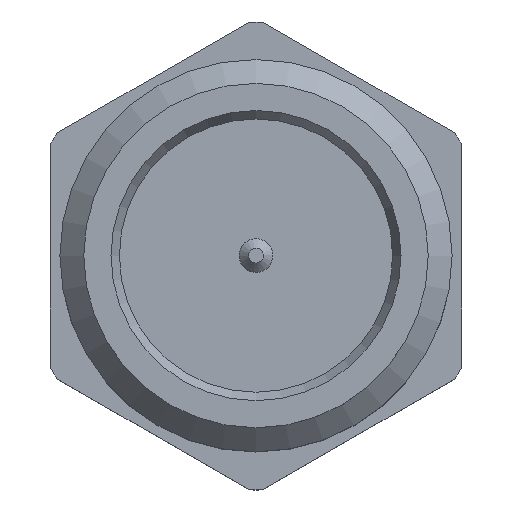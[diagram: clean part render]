
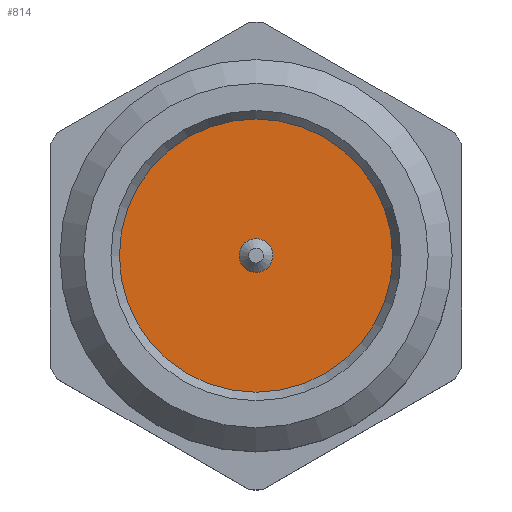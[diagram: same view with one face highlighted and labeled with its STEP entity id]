
A CAD part, top view. The second image highlights one B-rep face of the part: STEP entity #814.
In plain terms, the highlighted planar face has unit normal (0, 0, 1).
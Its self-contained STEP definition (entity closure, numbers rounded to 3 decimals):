
#198=FACE_BOUND('',#255,.T.);
#203=FACE_OUTER_BOUND('',#254,.T.);
#254=EDGE_LOOP('',(#563));
#255=EDGE_LOOP('',(#564));
#310=CIRCLE('',#883,7.3);
#311=CIRCLE('',#884,0.9);
#375=VERTEX_POINT('',#1285);
#376=VERTEX_POINT('',#1287);
#447=EDGE_CURVE('',#375,#375,#310,.T.);
#448=EDGE_CURVE('',#376,#376,#311,.T.);
#563=ORIENTED_EDGE('',*,*,#447,.F.);
#564=ORIENTED_EDGE('',*,*,#448,.T.);
#795=PLANE('',#882);
#814=ADVANCED_FACE('',(#203,#198),#795,.F.);
#882=AXIS2_PLACEMENT_3D('',#1284,#1000,#1001);
#883=AXIS2_PLACEMENT_3D('',#1286,#1002,#1003);
#884=AXIS2_PLACEMENT_3D('',#1288,#1004,#1005);
#1000=DIRECTION('center_axis',(0.,0.,-1.));
#1001=DIRECTION('ref_axis',(-1.,0.,0.));
#1002=DIRECTION('center_axis',(0.,0.,-1.));
#1003=DIRECTION('ref_axis',(-1.,0.,0.));
#1004=DIRECTION('center_axis',(0.,0.,-1.));
#1005=DIRECTION('ref_axis',(0.146,0.989,0.));
#1284=CARTESIAN_POINT('Origin',(0.,0.,-0.779));
#1285=CARTESIAN_POINT('',(0.,-7.3,-0.779));
#1286=CARTESIAN_POINT('Origin',(0.,0.,-0.779));
#1287=CARTESIAN_POINT('',(-0.131,-0.89,-0.779));
#1288=CARTESIAN_POINT('Origin',(0.,0.,
-0.779));
